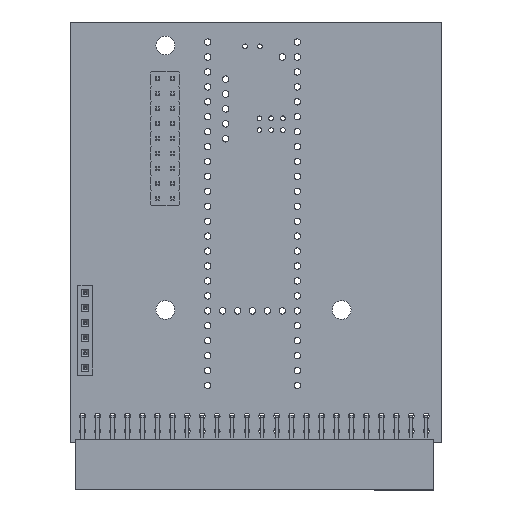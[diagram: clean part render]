
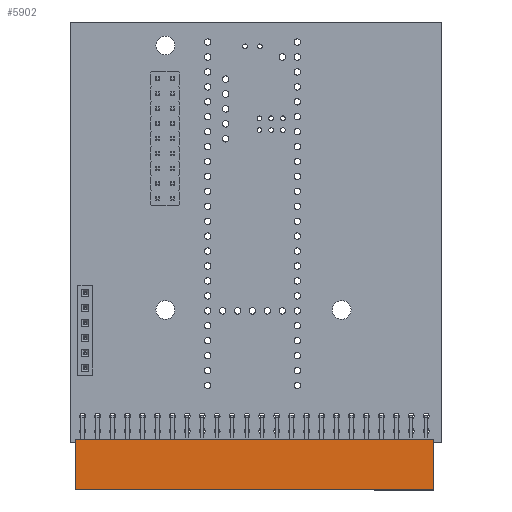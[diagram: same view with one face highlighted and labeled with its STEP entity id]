
A CAD part, top view. The second image highlights one B-rep face of the part: STEP entity #5902.
In plain terms, the highlighted planar face has unit normal (0, 0, 1).
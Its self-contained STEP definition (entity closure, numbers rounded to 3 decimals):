
#5902 = ADVANCED_FACE('',(#5903),#5937,.F.);
#5903 = FACE_BOUND('',#5904,.F.);
#5904 = EDGE_LOOP('',(#5905,#5915,#5923,#5931));
#5905 = ORIENTED_EDGE('',*,*,#5906,.T.);
#5906 = EDGE_CURVE('',#5907,#5909,#5911,.T.);
#5907 = VERTEX_POINT('',#5908);
#5908 = CARTESIAN_POINT('',(-4.06,-59.69,5.08));
#5909 = VERTEX_POINT('',#5910);
#5910 = CARTESIAN_POINT('',(-12.57,-59.69,5.08));
#5911 = LINE('',#5912,#5913);
#5912 = CARTESIAN_POINT('',(-4.06,-59.69,5.08));
#5913 = VECTOR('',#5914,1.);
#5914 = DIRECTION('',(-1.,0.,0.));
#5915 = ORIENTED_EDGE('',*,*,#5916,.T.);
#5916 = EDGE_CURVE('',#5909,#5917,#5919,.T.);
#5917 = VERTEX_POINT('',#5918);
#5918 = CARTESIAN_POINT('',(-12.57,1.27,5.08));
#5919 = LINE('',#5920,#5921);
#5920 = CARTESIAN_POINT('',(-12.57,-59.69,5.08));
#5921 = VECTOR('',#5922,1.);
#5922 = DIRECTION('',(0.,1.,0.));
#5923 = ORIENTED_EDGE('',*,*,#5924,.F.);
#5924 = EDGE_CURVE('',#5925,#5917,#5927,.T.);
#5925 = VERTEX_POINT('',#5926);
#5926 = CARTESIAN_POINT('',(-4.06,1.27,5.08));
#5927 = LINE('',#5928,#5929);
#5928 = CARTESIAN_POINT('',(-4.06,1.27,5.08));
#5929 = VECTOR('',#5930,1.);
#5930 = DIRECTION('',(-1.,0.,0.));
#5931 = ORIENTED_EDGE('',*,*,#5932,.F.);
#5932 = EDGE_CURVE('',#5907,#5925,#5933,.T.);
#5933 = LINE('',#5934,#5935);
#5934 = CARTESIAN_POINT('',(-4.06,-59.69,5.08));
#5935 = VECTOR('',#5936,1.);
#5936 = DIRECTION('',(0.,1.,0.));
#5937 = PLANE('',#5938);
#5938 = AXIS2_PLACEMENT_3D('',#5939,#5940,#5941);
#5939 = CARTESIAN_POINT('',(-4.06,-59.69,5.08));
#5940 = DIRECTION('',(0.,0.,-1.));
#5941 = DIRECTION('',(0.,1.,0.));
